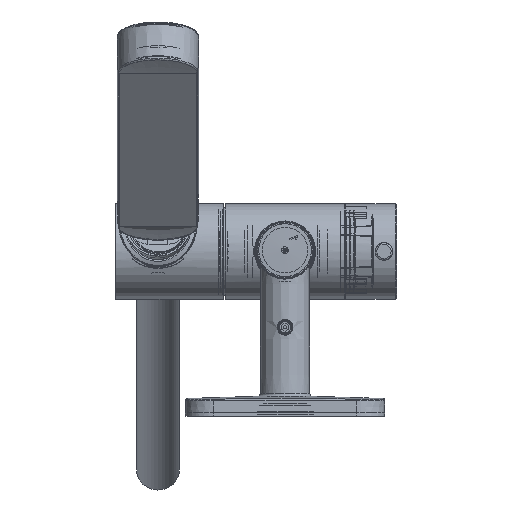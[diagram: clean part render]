
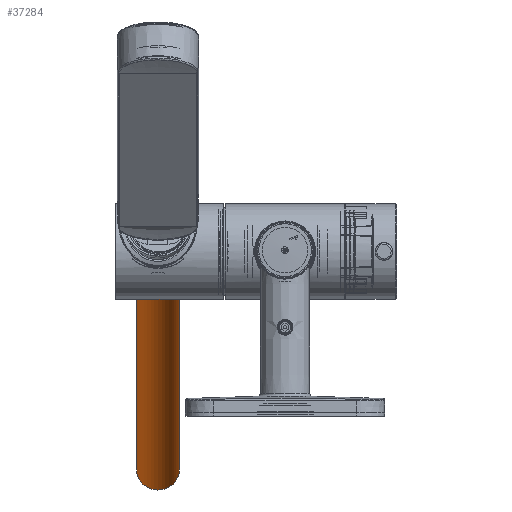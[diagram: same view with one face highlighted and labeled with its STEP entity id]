
A CAD part, top view. The second image highlights one B-rep face of the part: STEP entity #37284.
In plain terms, the highlighted cylindrical face has radius 7.5 mm (diameter 15 mm), a full revolution.
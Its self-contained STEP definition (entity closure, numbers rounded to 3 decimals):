
#2136=CIRCLE('',#47512,7.5);
#2137=CIRCLE('',#47514,7.5);
#12290=ORIENTED_EDGE('',*,*,#19971,.F.);
#12291=ORIENTED_EDGE('',*,*,#19972,.T.);
#19971=EDGE_CURVE('',#24372,#24372,#2136,.T.);
#19972=EDGE_CURVE('',#24373,#24373,#2137,.T.);
#24372=VERTEX_POINT('',#93261);
#24373=VERTEX_POINT('',#93264);
#31231=EDGE_LOOP('',(#12290));
#31232=EDGE_LOOP('',(#12291));
#34122=FACE_BOUND('',#31231,.T.);
#34123=FACE_BOUND('',#31232,.T.);
#35834=CYLINDRICAL_SURFACE('',#47513,7.5);
#37284=ADVANCED_FACE('',(#34122,#34123),#35834,.T.);
#47512=AXIS2_PLACEMENT_3D('',#93260,#53471,#53472);
#47513=AXIS2_PLACEMENT_3D('',#93262,#53473,#53474);
#47514=AXIS2_PLACEMENT_3D('',#93263,#53475,#53476);
#53471=DIRECTION('',(0.,-1.,0.));
#53472=DIRECTION('',(0.,0.,-1.));
#53473=DIRECTION('',(0.,-1.,0.));
#53474=DIRECTION('',(0.,0.,-1.));
#53475=DIRECTION('',(0.,-1.,0.));
#53476=DIRECTION('',(0.,0.,-1.));
#93260=CARTESIAN_POINT('',(0.,0.,0.));
#93261=CARTESIAN_POINT('',(0.,0.,-7.5));
#93262=CARTESIAN_POINT('',(0.,0.,0.));
#93263=CARTESIAN_POINT('',(0.,215.5,0.));
#93264=CARTESIAN_POINT('',(0.,215.5,-7.5));
